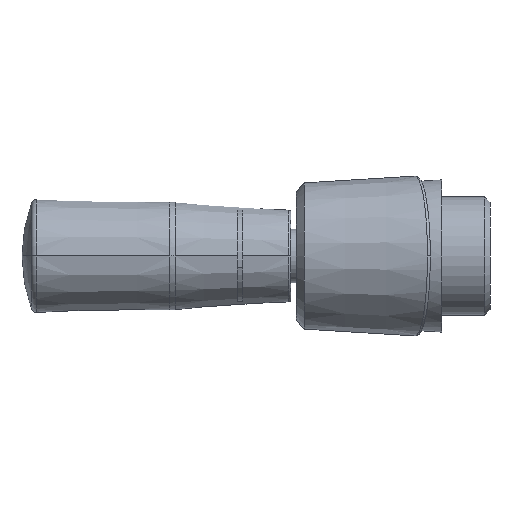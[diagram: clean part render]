
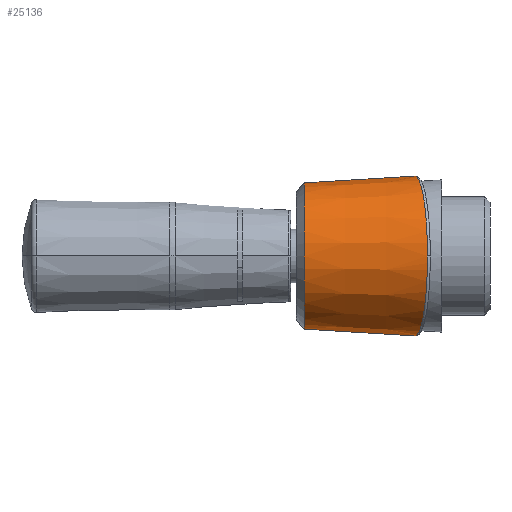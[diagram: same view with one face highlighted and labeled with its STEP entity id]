
A CAD part, left-side view. The second image highlights one B-rep face of the part: STEP entity #25136.
In plain terms, the highlighted conical face has half-angle 3.5 degrees and reference radius 13.5 mm.
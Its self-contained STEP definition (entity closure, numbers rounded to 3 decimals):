
#97 = CARTESIAN_POINT ( 'NONE',  ( 0., 27., -13.5 ) ) ;
#1013 = CARTESIAN_POINT ( 'NONE',  ( -5.704, 4.063, 13.793 ) ) ;
#1102 = CARTESIAN_POINT ( 'NONE',  ( -9.857, 3.419, 11.272 ) ) ;
#1376 = CARTESIAN_POINT ( 'NONE',  ( -12.98, 2.935, 7.525 ) ) ;
#1639 = CARTESIAN_POINT ( 'NONE',  ( -6.606, 3.923, -13.403 ) ) ;
#1961 = DIRECTION ( 'NONE',  ( 0., -0.998, -0.061 ) ) ;
#2052 = EDGE_CURVE ( 'NONE', #9576, #5550, #2605, .T. ) ;
#2605 = CIRCLE ( 'NONE', #20349, 13.592 ) ;
#2853 = DIRECTION ( 'NONE',  ( 0., 0., 1. ) ) ;
#3156 = CARTESIAN_POINT ( 'NONE',  ( -3.377, 4.423, 14.501 ) ) ;
#3337 = CARTESIAN_POINT ( 'NONE',  ( -14.478, 2.703, 3.901 ) ) ;
#3421 = CARTESIAN_POINT ( 'NONE',  ( -14.018, 2.774, 5.31 ) ) ;
#3690 = CARTESIAN_POINT ( 'NONE',  ( -12.16, 3.062, -8.735 ) ) ;
#3773 = CARTESIAN_POINT ( 'NONE',  ( -8.695, 3.599, -12.148 ) ) ;
#3867 = CARTESIAN_POINT ( 'NONE',  ( -3.384, 4.422, -14.499 ) ) ;
#3960 = CARTESIAN_POINT ( 'NONE',  ( -14.601, 2.683, -3.416 ) ) ;
#4334 = VERTEX_POINT ( 'NONE', #18976 ) ;
#5206 = CARTESIAN_POINT ( 'NONE',  ( -0.973, 4.796, 14.858 ) ) ;
#5539 = CARTESIAN_POINT ( 'NONE',  ( 0., 25.503, 13.592 ) ) ;
#5550 = VERTEX_POINT ( 'NONE', #9794 ) ;
#5725 = CARTESIAN_POINT ( 'NONE',  ( -14.188, 2.747, -4.841 ) ) ;
#5812 = CARTESIAN_POINT ( 'NONE',  ( -11.237, 3.205, -9.881 ) ) ;
#6208 = FACE_OUTER_BOUND ( 'NONE', #9278, .T. ) ;
#7761 = CARTESIAN_POINT ( 'NONE',  ( -14.479, 2.702, -3.896 ) ) ;
#7845 = CARTESIAN_POINT ( 'NONE',  ( -4.8, 4.203, -14.108 ) ) ;
#7930 = CARTESIAN_POINT ( 'NONE',  ( -7.466, 3.79, -12.954 ) ) ;
#7987 = ORIENTED_EDGE ( 'NONE', *, *, #17154, .T. ) ;
#8084 = CARTESIAN_POINT ( 'NONE',  ( -14.991, 2.623, 0. ) ) ;
#8381 = CARTESIAN_POINT ( 'NONE',  ( 0., 27., 13.5 ) ) ;
#8746 = EDGE_CURVE ( 'NONE', #5550, #4334, #24333, .T. ) ;
#9115 = CARTESIAN_POINT ( 'NONE',  ( -14.991, 2.623, 0.496 ) ) ;
#9278 = EDGE_LOOP ( 'NONE', ( #21923, #20662, #7987, #16067, #20314 ) ) ;
#9576 = VERTEX_POINT ( 'NONE', #5539 ) ;
#9722 = CARTESIAN_POINT ( 'NONE',  ( -13.452, 2.862, -6.654 ) ) ;
#9794 = CARTESIAN_POINT ( 'NONE',  ( 0., 25.503, -13.592 ) ) ;
#9998 = CARTESIAN_POINT ( 'NONE',  ( -3.861, 4.348, -14.384 ) ) ;
#10401 = DIRECTION ( 'NONE',  ( 0., -0.998, 0.061 ) ) ;
#10627 = VECTOR ( 'NONE', #10401, 1000. ) ;
#11139 = CARTESIAN_POINT ( 'NONE',  ( -11.23, 3.206, 9.889 ) ) ;
#11239 = CARTESIAN_POINT ( 'NONE',  ( -6.584, 3.926, 13.388 ) ) ;
#11402 = CARTESIAN_POINT ( 'NONE',  ( -14.188, 2.748, 4.843 ) ) ;
#11606 = AXIS2_PLACEMENT_3D ( 'NONE', #17981, #16049, #12166 ) ;
#11737 = VERTEX_POINT ( 'NONE', #13147 ) ;
#11756 = CARTESIAN_POINT ( 'NONE',  ( -0.98, 4.795, -14.858 ) ) ;
#12166 = DIRECTION ( 'NONE',  ( 0., 0., 1. ) ) ;
#12233 = B_SPLINE_CURVE_WITH_KNOTS ( 'NONE', 3,
 ( #23364, #9115, #23537, #15552, #25616, #3337, #11402, #3421, #13523, #1376, #13449, #21477, #11139, #25273, #1102, #19263, #13182, #25534, #11239, #1013, #15201, #15296, #3156, #17315, #5206, #19346 ),
 .UNSPECIFIED., .F., .F.,
 ( 4, 2, 1, 2, 2, 2, 2, 2, 2, 2, 1, 2, 2, 4 ),
 ( 0., 0.001, 0.003, 0.004, 0.006, 0.009, 0.01, 0.012, 0.015, 0.016, 0.018, 0.019, 0.021, 0.024 ),
 .UNSPECIFIED. ) ;
#13147 = CARTESIAN_POINT ( 'NONE',  ( 0., 4.947, 14.849 ) ) ;
#13182 = CARTESIAN_POINT ( 'NONE',  ( -7.87, 3.727, 12.689 ) ) ;
#13449 = CARTESIAN_POINT ( 'NONE',  ( -12.157, 3.062, 8.739 ) ) ;
#13483 = LINE ( 'NONE', #8381, #10627 ) ;
#13523 = CARTESIAN_POINT ( 'NONE',  ( -13.446, 2.863, 6.668 ) ) ;
#14118 = CARTESIAN_POINT ( 'NONE',  ( -11.863, 3.108, -9.13 ) ) ;
#15201 = CARTESIAN_POINT ( 'NONE',  ( -4.789, 4.205, 14.112 ) ) ;
#15296 = CARTESIAN_POINT ( 'NONE',  ( -3.855, 4.349, 14.386 ) ) ;
#15552 = CARTESIAN_POINT ( 'NONE',  ( -14.867, 2.642, 1.976 ) ) ;
#16049 = DIRECTION ( 'NONE',  ( 0., -1., 0. ) ) ;
#16067 = ORIENTED_EDGE ( 'NONE', *, *, #23622, .T. ) ;
#16076 = CARTESIAN_POINT ( 'NONE',  ( -9.852, 3.42, -11.245 ) ) ;
#16164 = CARTESIAN_POINT ( 'NONE',  ( 0., 4.947, -14.849 ) ) ;
#16758 = VERTEX_POINT ( 'NONE', #8084 ) ;
#17154 = EDGE_CURVE ( 'NONE', #4334, #16758, #20845, .T. ) ;
#17315 = CARTESIAN_POINT ( 'NONE',  ( -1.939, 4.646, 14.772 ) ) ;
#17758 = CARTESIAN_POINT ( 'NONE',  ( -14.991, 2.623, 0. ) ) ;
#17981 = CARTESIAN_POINT ( 'NONE',  ( 0., 27., 0. ) ) ;
#18012 = CARTESIAN_POINT ( 'NONE',  ( -14.991, 2.623, -0.992 ) ) ;
#18976 = CARTESIAN_POINT ( 'NONE',  ( 0., 4.947, -14.849 ) ) ;
#19263 = CARTESIAN_POINT ( 'NONE',  ( -9.101, 3.536, 11.883 ) ) ;
#19346 = CARTESIAN_POINT ( 'NONE',  ( 0., 4.947, 14.849 ) ) ;
#19957 = CARTESIAN_POINT ( 'NONE',  ( -10.577, 3.307, -10.597 ) ) ;
#20314 = ORIENTED_EDGE ( 'NONE', *, *, #25986, .F. ) ;
#20349 = AXIS2_PLACEMENT_3D ( 'NONE', #22987, #21003, #2853 ) ;
#20662 = ORIENTED_EDGE ( 'NONE', *, *, #8746, .T. ) ;
#20845 = B_SPLINE_CURVE_WITH_KNOTS ( 'NONE', 3,
 ( #16164, #11756, #23969, #3867, #9998, #7845, #22098, #1639, #7930, #3773, #22183, #16076, #19957, #5812, #14118, #3690, #25960, #9722, #24235, #5725, #7761, #3960, #22010, #18012, #17758 ),
 .UNSPECIFIED., .F., .F.,
 ( 4, 2, 2, 2, 2, 2, 1, 2, 2, 2, 2, 2, 4 ),
 ( -0.024, -0.021, -0.019, -0.018, -0.015, -0.013, -0.012, -0.01, -0.009, -0.006, -0.004, -0.003, 0. ),
 .UNSPECIFIED. ) ;
#21003 = DIRECTION ( 'NONE',  ( 0., -1., 0. ) ) ;
#21180 = VECTOR ( 'NONE', #1961, 1000. ) ;
#21477 = CARTESIAN_POINT ( 'NONE',  ( -11.86, 3.109, 9.134 ) ) ;
#21923 = ORIENTED_EDGE ( 'NONE', *, *, #2052, .T. ) ;
#22010 = CARTESIAN_POINT ( 'NONE',  ( -14.892, 2.638, -1.97 ) ) ;
#22098 = CARTESIAN_POINT ( 'NONE',  ( -5.259, 4.132, -13.948 ) ) ;
#22183 = CARTESIAN_POINT ( 'NONE',  ( -9.093, 3.537, -11.858 ) ) ;
#22987 = CARTESIAN_POINT ( 'NONE',  ( 0., 25.503, 0. ) ) ;
#23364 = CARTESIAN_POINT ( 'NONE',  ( -14.991, 2.623, 0. ) ) ;
#23537 = CARTESIAN_POINT ( 'NONE',  ( -14.966, 2.627, 0.993 ) ) ;
#23622 = EDGE_CURVE ( 'NONE', #16758, #11737, #12233, .T. ) ;
#23969 = CARTESIAN_POINT ( 'NONE',  ( -1.949, 4.645, -14.771 ) ) ;
#24235 = CARTESIAN_POINT ( 'NONE',  ( -14.021, 2.774, -5.302 ) ) ;
#24292 = CONICAL_SURFACE ( 'NONE', #11606, 13.5, 0.061 ) ;
#24333 = LINE ( 'NONE', #97, #21180 ) ;
#25136 = ADVANCED_FACE ( 'NONE', ( #6208 ), #24292, .T. ) ;
#25273 = CARTESIAN_POINT ( 'NONE',  ( -10.898, 3.258, 10.248 ) ) ;
#25534 = CARTESIAN_POINT ( 'NONE',  ( -7.446, 3.793, 12.937 ) ) ;
#25616 = CARTESIAN_POINT ( 'NONE',  ( -14.72, 2.665, 2.948 ) ) ;
#25960 = CARTESIAN_POINT ( 'NONE',  ( -12.988, 2.934, -7.513 ) ) ;
#25986 = EDGE_CURVE ( 'NONE', #9576, #11737, #13483, .T. ) ;
